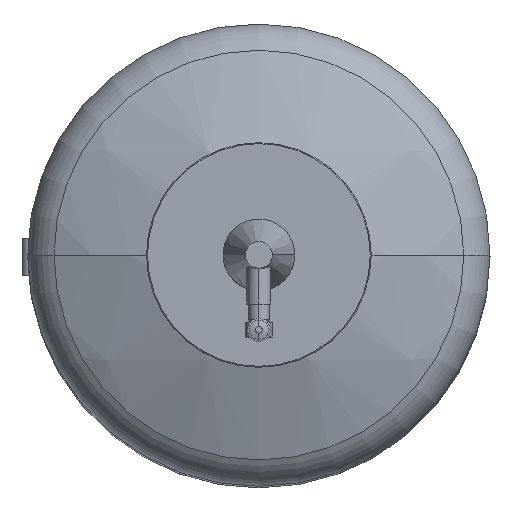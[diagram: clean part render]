
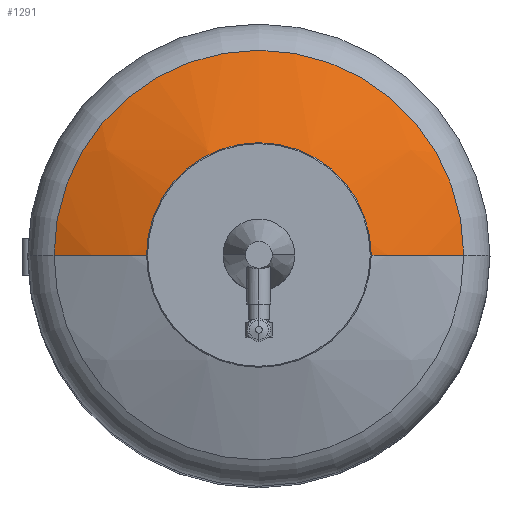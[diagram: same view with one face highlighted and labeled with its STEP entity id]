
A CAD part, top view. The second image highlights one B-rep face of the part: STEP entity #1291.
In plain terms, the highlighted spherical face has radius 481.55 mm.
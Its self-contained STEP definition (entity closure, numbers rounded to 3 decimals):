
#24 = AXIS2_PLACEMENT_3D ( 'NONE', #7359, #1122, #1034 ) ;
#349 = CARTESIAN_POINT ( 'NONE',  ( 0., 0., 918.95 ) ) ;
#729 = VERTEX_POINT ( 'NONE', #6931 ) ;
#855 = VERTEX_POINT ( 'NONE', #6592 ) ;
#869 = DIRECTION ( 'NONE',  ( 0., 0., -1. ) ) ;
#1006 = EDGE_CURVE ( 'NONE', #5837, #855, #5074, .T. ) ;
#1034 = DIRECTION ( 'NONE',  ( 1., 0., 0. ) ) ;
#1122 = DIRECTION ( 'NONE',  ( 0., 0., -1. ) ) ;
#1210 = ORIENTED_EDGE ( 'NONE', *, *, #2971, .F. ) ;
#1291 = ADVANCED_FACE ( 'NONE', ( #6627 ), #3482, .T. ) ;
#1501 = AXIS2_PLACEMENT_3D ( 'NONE', #4033, #6604, #2132 ) ;
#1507 = AXIS2_PLACEMENT_3D ( 'NONE', #6147, #2411, #3492 ) ;
#1776 = EDGE_CURVE ( 'NONE', #729, #2479, #6507, .T. ) ;
#2132 = DIRECTION ( 'NONE',  ( -1., 0., 0. ) ) ;
#2411 = DIRECTION ( 'NONE',  ( 0., 0., -1. ) ) ;
#2479 = VERTEX_POINT ( 'NONE', #7787 ) ;
#2863 = DIRECTION ( 'NONE',  ( 0., 1., 0. ) ) ;
#2971 = EDGE_CURVE ( 'NONE', #855, #2479, #7159, .T. ) ;
#3064 = CARTESIAN_POINT ( 'NONE',  ( -214.301, 0., 1350.187 ) ) ;
#3482 = SPHERICAL_SURFACE ( 'NONE', #5366, 481.55 ) ;
#3492 = DIRECTION ( 'NONE',  ( 1., 0., 0. ) ) ;
#3550 = EDGE_CURVE ( 'NONE', #5837, #729, #6130, .T. ) ;
#3878 = CARTESIAN_POINT ( 'NONE',  ( 0., 0., 918.95 ) ) ;
#4033 = CARTESIAN_POINT ( 'NONE',  ( 0., 0., 918.95 ) ) ;
#4437 = ORIENTED_EDGE ( 'NONE', *, *, #3550, .T. ) ;
#4521 = AXIS2_PLACEMENT_3D ( 'NONE', #3878, #7147, #869 ) ;
#5074 = CIRCLE ( 'NONE', #1507, 214.301 ) ;
#5366 = AXIS2_PLACEMENT_3D ( 'NONE', #349, #2863, #6673 ) ;
#5837 = VERTEX_POINT ( 'NONE', #3064 ) ;
#6130 = CIRCLE ( 'NONE', #1501, 481.55 ) ;
#6147 = CARTESIAN_POINT ( 'NONE',  ( 0., 0., 1350.187 ) ) ;
#6468 = ORIENTED_EDGE ( 'NONE', *, *, #1776, .T. ) ;
#6507 = CIRCLE ( 'NONE', #24, 94. ) ;
#6592 = CARTESIAN_POINT ( 'NONE',  ( 214.301, 0., 1350.187 ) ) ;
#6604 = DIRECTION ( 'NONE',  ( 0., 1., 0. ) ) ;
#6627 = FACE_OUTER_BOUND ( 'NONE', #8047, .T. ) ;
#6673 = DIRECTION ( 'NONE',  ( 1., 0., 0. ) ) ;
#6931 = CARTESIAN_POINT ( 'NONE',  ( -94., 0., 1391.236 ) ) ;
#7147 = DIRECTION ( 'NONE',  ( 0., -1., 0. ) ) ;
#7159 = CIRCLE ( 'NONE', #4521, 481.55 ) ;
#7359 = CARTESIAN_POINT ( 'NONE',  ( 0., 0., 1391.236 ) ) ;
#7787 = CARTESIAN_POINT ( 'NONE',  ( 94., 0., 1391.236 ) ) ;
#8047 = EDGE_LOOP ( 'NONE', ( #8161, #4437, #6468, #1210 ) ) ;
#8161 = ORIENTED_EDGE ( 'NONE', *, *, #1006, .F. ) ;
